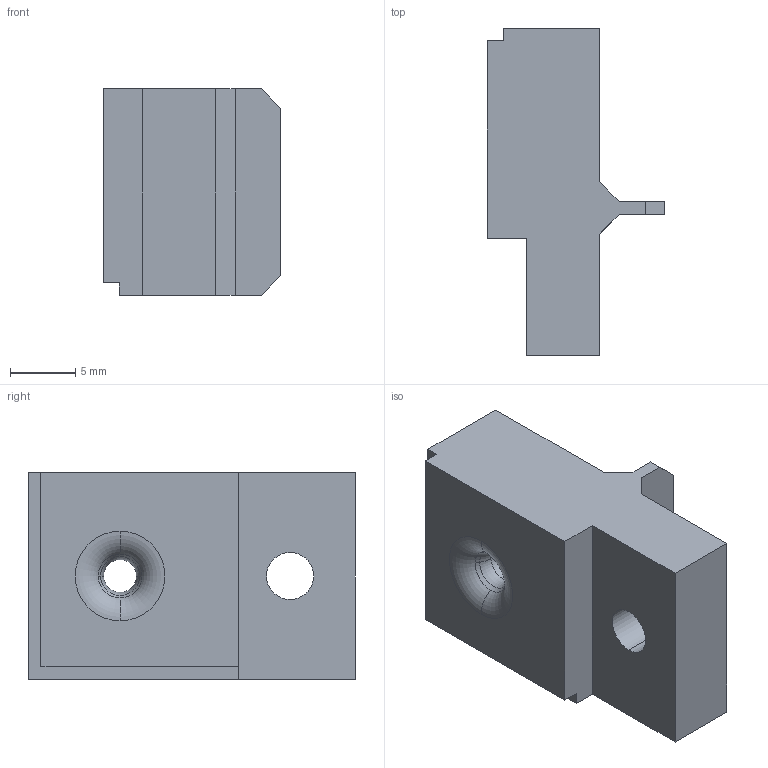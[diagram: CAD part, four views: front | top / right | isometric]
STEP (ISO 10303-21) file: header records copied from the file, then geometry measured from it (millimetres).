
FILE_DESCRIPTION (( 'STEP AP203' ), '1' );
FILE_NAME ('filament guide access.STEP', '2019-01-01T17:55:33', ( '' ), ( '' ), 'SwSTEP 2.0', 'SolidWorks 2018', '' );
FILE_SCHEMA (( 'CONFIG_CONTROL_DESIGN' ));
Length unit declared in the file: millimetre
Products named in the file (1): filament guide access
Bounding box: 13.6 x 25 x 15.8 mm (x, y, z)
Volume: 2855.8 mm3; surface area: 1689.5 mm2
Topology: 1 solids, 1 shells, 36 faces, 95 edges, 62 vertices
Faces by surface type: plane 20, cylinder 6, torus 6, cone 4
Entity records: 1206 total; most frequent: DIRECTION 203, CARTESIAN_POINT 194, ORIENTED_EDGE 190, EDGE_CURVE 95, AXIS2_PLACEMENT_3D 71, VERTEX_POINT 62, LINE 61, VECTOR 61
